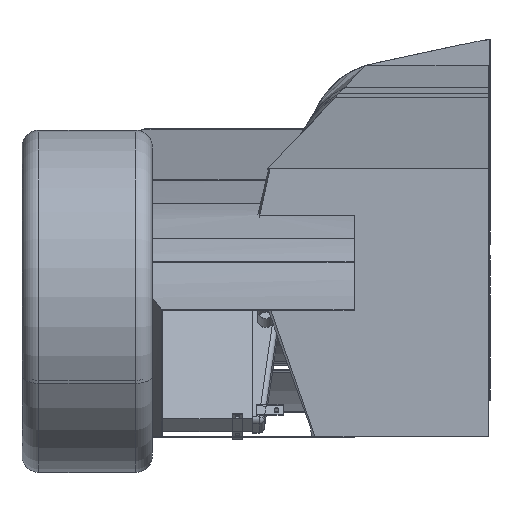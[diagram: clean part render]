
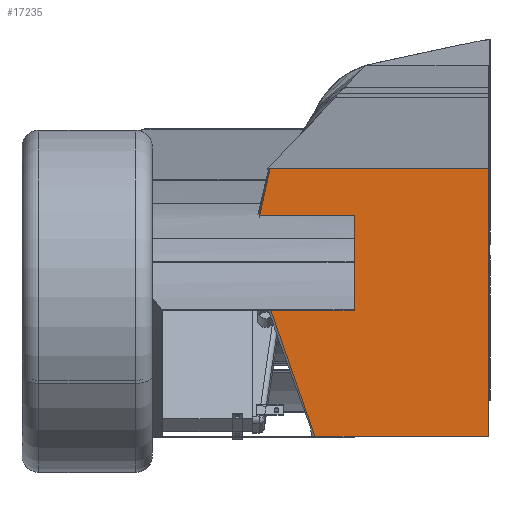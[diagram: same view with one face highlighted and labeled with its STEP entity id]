
A CAD part, left-side view. The second image highlights one B-rep face of the part: STEP entity #17235.
In plain terms, the highlighted face is planar.
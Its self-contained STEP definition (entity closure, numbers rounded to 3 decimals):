
#16886=CARTESIAN_POINT('Vertex',(36.3,-355.703,449.844)) ;
#16914=CARTESIAN_POINT('Vertex',(3.312,-32.451,449.844)) ;
#16917=CARTESIAN_POINT('Line Origine',(19.806,-194.077,449.844)) ;
#16937=CARTESIAN_POINT('Line Origine',(0.467,-4.577,323.003)) ;
#16941=CARTESIAN_POINT('Vertex',(0.467,-4.577,323.138)) ;
#16943=CARTESIAN_POINT('Vertex',(0.467,-4.577,322.867)) ;
#16969=CARTESIAN_POINT('Line Origine',(5.283,-51.767,187.154)) ;
#16973=CARTESIAN_POINT('Vertex',(10.099,-98.958,51.44)) ;
#17128=CARTESIAN_POINT('Vertex',(36.3,-355.703,51.44)) ;
#17131=CARTESIAN_POINT('Line Origine',(23.199,-227.33,51.44)) ;
#17149=CARTESIAN_POINT('Line Origine',(36.3,-355.703,250.642)) ;
#17201=CARTESIAN_POINT('Line Origine',(1.889,-18.514,386.491)) ;
#17216=CARTESIAN_POINT('Axis2P3D Location',(36.3,-355.703,-90.011)) ;
#16918=DIRECTION('Vector Direction',(0.102,-0.995,0.)) ;
#16938=DIRECTION('Vector Direction',(0.,0.,-1.)) ;
#16970=DIRECTION('Vector Direction',(0.033,-0.328,-0.944)) ;
#17132=DIRECTION('Vector Direction',(0.102,-0.995,0.)) ;
#17150=DIRECTION('Vector Direction',(0.,0.,1.)) ;
#17202=DIRECTION('Vector Direction',(-0.022,0.215,-0.976)) ;
#17217=DIRECTION('Axis2P3D Direction',(-0.995,-0.102,0.)) ;
#17218=DIRECTION('Axis2P3D XDirection',(0.,0.,1.)) ;
#17219=AXIS2_PLACEMENT_3D('Plane Axis2P3D',#17216,#17217,#17218) ;
#17228=ORIENTED_EDGE('',*,*,#17153,.T.) ;
#17229=ORIENTED_EDGE('',*,*,#16921,.F.) ;
#17230=ORIENTED_EDGE('',*,*,#17205,.T.) ;
#17231=ORIENTED_EDGE('',*,*,#16945,.T.) ;
#17232=ORIENTED_EDGE('',*,*,#16975,.T.) ;
#17233=ORIENTED_EDGE('',*,*,#17135,.T.) ;
#16919=VECTOR('Line Direction',#16918,1.) ;
#16939=VECTOR('Line Direction',#16938,1.) ;
#16971=VECTOR('Line Direction',#16970,1.) ;
#17133=VECTOR('Line Direction',#17132,1.) ;
#17151=VECTOR('Line Direction',#17150,1.) ;
#17203=VECTOR('Line Direction',#17202,1.) ;
#17235=ADVANCED_FACE('',(#17234),#17220,.T.) ;
#16921=EDGE_CURVE('',#16915,#16887,#16920,.T.) ;
#16945=EDGE_CURVE('',#16942,#16944,#16940,.T.) ;
#16975=EDGE_CURVE('',#16944,#16974,#16972,.T.) ;
#17135=EDGE_CURVE('',#16974,#17129,#17134,.T.) ;
#17153=EDGE_CURVE('',#17129,#16887,#17152,.T.) ;
#17205=EDGE_CURVE('',#16915,#16942,#17204,.T.) ;
#17227=EDGE_LOOP('',(#17228,#17229,#17230,#17231,#17232,#17233)) ;
#17234=FACE_OUTER_BOUND('',#17227,.T.) ;
#16920=LINE('Line',#16917,#16919) ;
#16940=LINE('Line',#16937,#16939) ;
#16972=LINE('Line',#16969,#16971) ;
#17134=LINE('Line',#17131,#17133) ;
#17152=LINE('Line',#17149,#17151) ;
#17204=LINE('Line',#17201,#17203) ;
#17220=PLANE('Plane',#17219) ;
#16887=VERTEX_POINT('',#16886) ;
#16915=VERTEX_POINT('',#16914) ;
#16942=VERTEX_POINT('',#16941) ;
#16944=VERTEX_POINT('',#16943) ;
#16974=VERTEX_POINT('',#16973) ;
#17129=VERTEX_POINT('',#17128) ;
